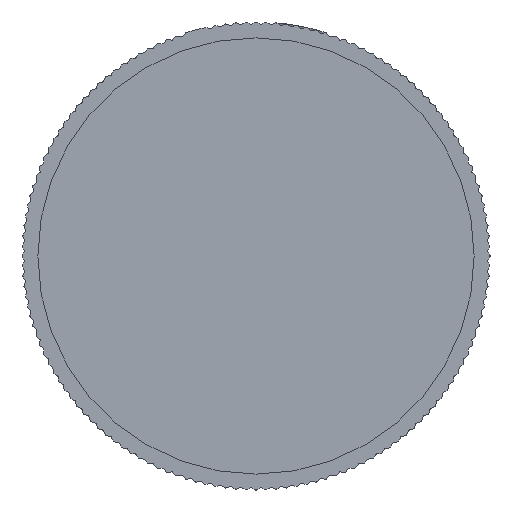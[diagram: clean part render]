
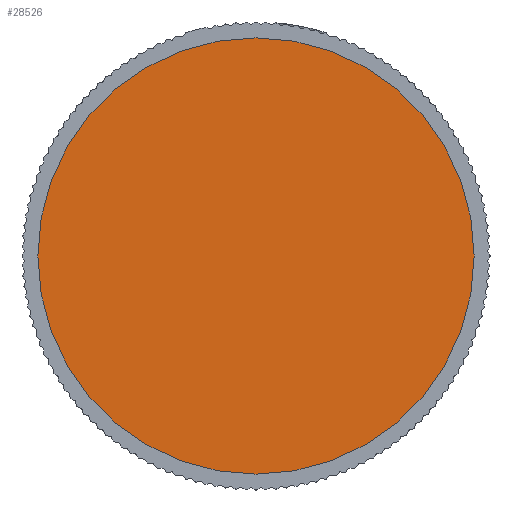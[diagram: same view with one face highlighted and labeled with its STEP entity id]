
A CAD part, front view. The second image highlights one B-rep face of the part: STEP entity #28526.
In plain terms, the highlighted planar face has unit normal (0, -1, 0).
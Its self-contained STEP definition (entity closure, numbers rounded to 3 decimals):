
#9693=CARTESIAN_POINT('',(0.,9.6,0.));
#9694=DIRECTION('',(0.,1.,0.));
#9695=DIRECTION('',(-1.,0.,0.));
#9696=AXIS2_PLACEMENT_3D('',#9693,#9694,#9695);
#9698=CARTESIAN_POINT('',(0.,9.6,0.));
#9699=DIRECTION('',(0.,1.,0.));
#9700=DIRECTION('',(1.,0.,0.));
#9701=AXIS2_PLACEMENT_3D('',#9698,#9699,#9700);
#12708=CARTESIAN_POINT('',(-32.7,9.6,0.));
#12709=VERTEX_POINT('',#12708);
#12710=CARTESIAN_POINT('',(32.7,9.6,0.));
#12711=VERTEX_POINT('',#12710);
#28517=CARTESIAN_POINT('',(31.513,9.6,0.));
#28518=DIRECTION('',(0.,-1.,0.));
#28519=DIRECTION('',(0.,0.,-1.));
#28520=AXIS2_PLACEMENT_3D('',#28517,#28518,#28519);
#28521=PLANE('',#28520);
#28522=ORIENTED_EDGE('',*,*,#28504,.T.);
#28523=ORIENTED_EDGE('',*,*,#28483,.T.);
#28524=EDGE_LOOP('',(#28522,#28523));
#28525=FACE_OUTER_BOUND('',#28524,.F.);
#28526=ADVANCED_FACE('',(#28525),#28521,.T.);
#9697=CIRCLE('',#9696,32.7);
#9702=CIRCLE('',#9701,32.7);
#28483=EDGE_CURVE('',#12711,#12709,#9702,.T.);
#28504=EDGE_CURVE('',#12709,#12711,#9697,.T.);
